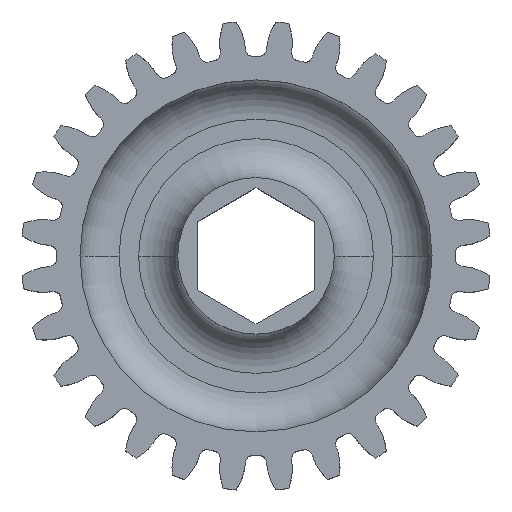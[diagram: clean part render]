
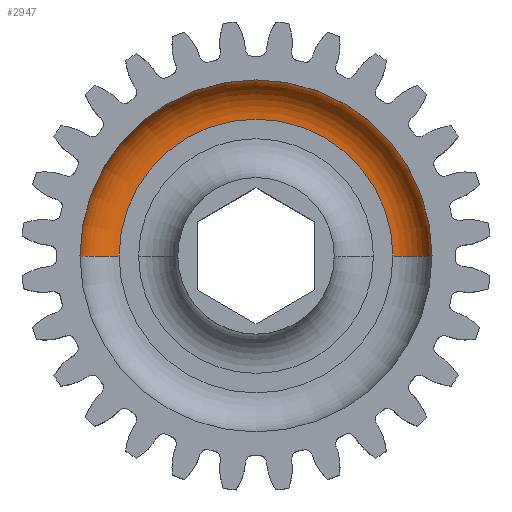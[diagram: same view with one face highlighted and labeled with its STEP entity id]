
A CAD part, top view. The second image highlights one B-rep face of the part: STEP entity #2947.
In plain terms, the highlighted toroidal (fillet/blend) face has major radius 11.113 mm and minor radius 3.175 mm.
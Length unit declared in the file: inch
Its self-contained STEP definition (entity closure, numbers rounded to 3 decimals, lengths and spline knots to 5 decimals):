
#443 = DIRECTION ( 'NONE',  ( -1., 0., 0. ) ) ;
#730 = FACE_OUTER_BOUND ( 'NONE', #7207, .T. ) ;
#900 = CARTESIAN_POINT ( 'NONE',  ( 0.4375, 0., -0.0975 ) ) ;
#988 = DIRECTION ( 'NONE',  ( 0., 0., -1. ) ) ;
#1008 = CIRCLE ( 'NONE', #9224, 0.5625 ) ;
#1585 = VERTEX_POINT ( 'NONE', #9934 ) ;
#1646 = CIRCLE ( 'NONE', #9866, 0.125 ) ;
#1952 = CARTESIAN_POINT ( 'NONE',  ( 0.4375, 0., 0.0275 ) ) ;
#2287 = AXIS2_PLACEMENT_3D ( 'NONE', #10697, #10629, #6601 ) ;
#2633 = CIRCLE ( 'NONE', #11463, 0.4375 ) ;
#2652 = CARTESIAN_POINT ( 'NONE',  ( 0., 0., -0.0975 ) ) ;
#2947 = ADVANCED_FACE ( 'NONE', ( #730 ), #7850, .F. ) ;
#3615 = DIRECTION ( 'NONE',  ( 1., 0., 0. ) ) ;
#4462 = VERTEX_POINT ( 'NONE', #9486 ) ;
#4800 = ORIENTED_EDGE ( 'NONE', *, *, #12432, .F. ) ;
#5109 = EDGE_CURVE ( 'NONE', #12249, #4462, #1646, .T. ) ;
#5478 = VERTEX_POINT ( 'NONE', #900 ) ;
#5506 = CARTESIAN_POINT ( 'NONE',  ( -0.4375, 0., -0.0975 ) ) ;
#5810 = DIRECTION ( 'NONE',  ( 0., 0., 1. ) ) ;
#5887 = DIRECTION ( 'NONE',  ( 0., -1., 0. ) ) ;
#6032 = DIRECTION ( 'NONE',  ( 0., 0., -1. ) ) ;
#6601 = DIRECTION ( 'NONE',  ( 1., 0., 0. ) ) ;
#7175 = ORIENTED_EDGE ( 'NONE', *, *, #8168, .F. ) ;
#7207 = EDGE_LOOP ( 'NONE', ( #8085, #7175, #12039, #4800 ) ) ;
#7409 = EDGE_CURVE ( 'NONE', #5478, #1585, #12498, .T. ) ;
#7850 = TOROIDAL_SURFACE ( 'NONE', #2287, 0.4375, 0.125 ) ;
#7989 = AXIS2_PLACEMENT_3D ( 'NONE', #1952, #5887, #988 ) ;
#8016 = DIRECTION ( 'NONE',  ( 1., 0., 0. ) ) ;
#8085 = ORIENTED_EDGE ( 'NONE', *, *, #5109, .F. ) ;
#8168 = EDGE_CURVE ( 'NONE', #5478, #12249, #2633, .T. ) ;
#8229 = CARTESIAN_POINT ( 'NONE',  ( -0.4375, 0., 0.0275 ) ) ;
#8784 = CARTESIAN_POINT ( 'NONE',  ( 0., 0., 0.0275 ) ) ;
#9224 = AXIS2_PLACEMENT_3D ( 'NONE', #8784, #6032, #8016 ) ;
#9486 = CARTESIAN_POINT ( 'NONE',  ( -0.5625, 0., 0.0275 ) ) ;
#9866 = AXIS2_PLACEMENT_3D ( 'NONE', #8229, #12216, #443 ) ;
#9934 = CARTESIAN_POINT ( 'NONE',  ( 0.5625, 0., 0.0275 ) ) ;
#10629 = DIRECTION ( 'NONE',  ( 0., 0., 1. ) ) ;
#10697 = CARTESIAN_POINT ( 'NONE',  ( 0., 0., 0.0275 ) ) ;
#11463 = AXIS2_PLACEMENT_3D ( 'NONE', #2652, #5810, #3615 ) ;
#12039 = ORIENTED_EDGE ( 'NONE', *, *, #7409, .T. ) ;
#12216 = DIRECTION ( 'NONE',  ( 0., 1., 0. ) ) ;
#12249 = VERTEX_POINT ( 'NONE', #5506 ) ;
#12432 = EDGE_CURVE ( 'NONE', #4462, #1585, #1008, .T. ) ;
#12498 = CIRCLE ( 'NONE', #7989, 0.125 ) ;
